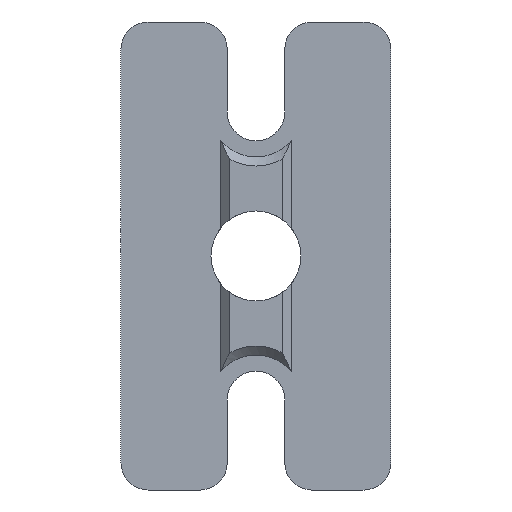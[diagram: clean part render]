
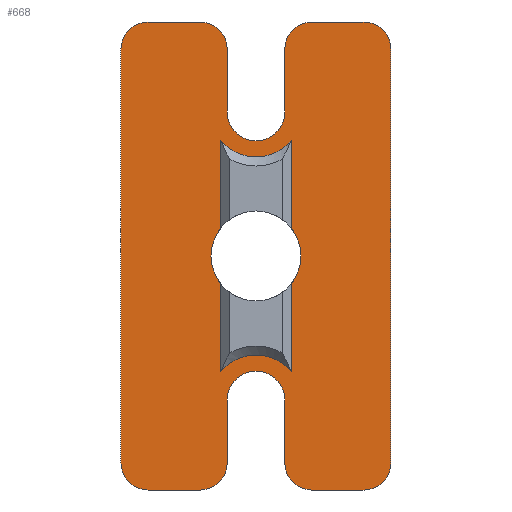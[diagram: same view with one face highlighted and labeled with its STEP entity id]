
A CAD part, front view. The second image highlights one B-rep face of the part: STEP entity #668.
In plain terms, the highlighted planar face has unit normal (0, -1, 0).
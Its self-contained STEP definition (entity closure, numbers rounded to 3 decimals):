
#18=FACE_BOUND('',#232,.T.);
#35=LINE('',#984,#87);
#38=LINE('',#993,#90);
#42=LINE('',#1004,#94);
#44=LINE('',#1013,#96);
#50=LINE('',#1034,#102);
#54=LINE('',#1045,#106);
#58=LINE('',#1071,#110);
#59=LINE('',#1074,#111);
#65=LINE('',#1106,#117);
#69=LINE('',#1114,#121);
#72=LINE('',#1121,#124);
#76=LINE('',#1133,#128);
#83=LINE('',#1154,#135);
#85=LINE('',#1162,#137);
#87=VECTOR('',#770,10.);
#90=VECTOR('',#779,10.);
#94=VECTOR('',#789,10.);
#96=VECTOR('',#799,10.);
#102=VECTOR('',#819,10.);
#106=VECTOR('',#831,10.);
#110=VECTOR('',#851,10.);
#111=VECTOR('',#854,10.);
#117=VECTOR('',#894,10.);
#121=VECTOR('',#900,10.);
#124=VECTOR('',#905,10.);
#128=VECTOR('',#917,10.);
#135=VECTOR('',#938,10.);
#137=VECTOR('',#948,10.);
#157=PLANE('',#759);
#193=FACE_OUTER_BOUND('',#231,.T.);
#231=EDGE_LOOP('',(#600,#601,#602,#603,#604,#605,#606,#607,#608,#609,#610,
#611,#612,#613,#614,#615,#616,#617,#618,#619));
#232=EDGE_LOOP('',(#620,#621,#622,#623,#624,#625,#626,#627,#628));
#233=CIRCLE('',#684,5.);
#236=CIRCLE('',#694,3.);
#239=CIRCLE('',#699,3.);
#241=CIRCLE('',#702,3.2);
#242=CIRCLE('',#705,3.);
#245=CIRCLE('',#710,3.);
#247=CIRCLE('',#713,5.);
#255=CIRCLE('',#730,5.);
#256=CIRCLE('',#731,5.);
#257=CIRCLE('',#732,5.);
#258=CIRCLE('',#737,3.);
#261=CIRCLE('',#742,3.);
#263=CIRCLE('',#745,3.2);
#264=CIRCLE('',#748,3.);
#267=CIRCLE('',#753,3.);
#274=VERTEX_POINT('',#970);
#276=VERTEX_POINT('',#975);
#278=VERTEX_POINT('',#983);
#281=VERTEX_POINT('',#991);
#282=VERTEX_POINT('',#997);
#285=VERTEX_POINT('',#1002);
#286=VERTEX_POINT('',#1006);
#288=VERTEX_POINT('',#1012);
#291=VERTEX_POINT('',#1020);
#293=VERTEX_POINT('',#1026);
#294=VERTEX_POINT('',#1030);
#296=VERTEX_POINT('',#1033);
#298=VERTEX_POINT('',#1039);
#301=VERTEX_POINT('',#1050);
#302=VERTEX_POINT('',#1054);
#305=VERTEX_POINT('',#1061);
#307=VERTEX_POINT('',#1069);
#308=VERTEX_POINT('',#1073);
#316=VERTEX_POINT('',#1100);
#317=VERTEX_POINT('',#1105);
#320=VERTEX_POINT('',#1113);
#321=VERTEX_POINT('',#1117);
#323=VERTEX_POINT('',#1120);
#325=VERTEX_POINT('',#1126);
#327=VERTEX_POINT('',#1132);
#330=VERTEX_POINT('',#1143);
#331=VERTEX_POINT('',#1147);
#334=VERTEX_POINT('',#1152);
#335=VERTEX_POINT('',#1156);
#339=EDGE_CURVE('',#274,#276,#233,.T.);
#342=EDGE_CURVE('',#276,#278,#35,.T.);
#347=EDGE_CURVE('',#281,#274,#38,.T.);
#352=EDGE_CURVE('',#282,#285,#42,.T.);
#353=EDGE_CURVE('',#286,#285,#236,.T.);
#356=EDGE_CURVE('',#288,#286,#44,.T.);
#360=EDGE_CURVE('',#291,#282,#239,.T.);
#364=EDGE_CURVE('',#293,#288,#241,.T.);
#366=EDGE_CURVE('',#294,#296,#50,.T.);
#369=EDGE_CURVE('',#298,#296,#242,.T.);
#372=EDGE_CURVE('',#293,#298,#54,.T.);
#376=EDGE_CURVE('',#301,#294,#245,.T.);
#380=EDGE_CURVE('',#302,#305,#247,.T.);
#383=EDGE_CURVE('',#305,#307,#58,.T.);
#384=EDGE_CURVE('',#308,#302,#59,.T.);
#397=EDGE_CURVE('',#281,#308,#255,.T.);
#398=EDGE_CURVE('',#278,#316,#256,.T.);
#400=EDGE_CURVE('',#316,#307,#257,.T.);
#401=EDGE_CURVE('',#301,#317,#65,.T.);
#405=EDGE_CURVE('',#291,#320,#69,.T.);
#408=EDGE_CURVE('',#321,#323,#72,.T.);
#411=EDGE_CURVE('',#325,#323,#258,.T.);
#414=EDGE_CURVE('',#327,#325,#76,.T.);
#418=EDGE_CURVE('',#320,#321,#261,.T.);
#420=EDGE_CURVE('',#330,#327,#263,.T.);
#425=EDGE_CURVE('',#331,#334,#83,.T.);
#426=EDGE_CURVE('',#335,#334,#264,.T.);
#429=EDGE_CURVE('',#330,#335,#85,.T.);
#432=EDGE_CURVE('',#317,#331,#267,.T.);
#600=ORIENTED_EDGE('',*,*,#405,.F.);
#601=ORIENTED_EDGE('',*,*,#360,.T.);
#602=ORIENTED_EDGE('',*,*,#352,.T.);
#603=ORIENTED_EDGE('',*,*,#353,.F.);
#604=ORIENTED_EDGE('',*,*,#356,.F.);
#605=ORIENTED_EDGE('',*,*,#364,.F.);
#606=ORIENTED_EDGE('',*,*,#372,.T.);
#607=ORIENTED_EDGE('',*,*,#369,.T.);
#608=ORIENTED_EDGE('',*,*,#366,.F.);
#609=ORIENTED_EDGE('',*,*,#376,.F.);
#610=ORIENTED_EDGE('',*,*,#401,.T.);
#611=ORIENTED_EDGE('',*,*,#432,.T.);
#612=ORIENTED_EDGE('',*,*,#425,.T.);
#613=ORIENTED_EDGE('',*,*,#426,.F.);
#614=ORIENTED_EDGE('',*,*,#429,.F.);
#615=ORIENTED_EDGE('',*,*,#420,.T.);
#616=ORIENTED_EDGE('',*,*,#414,.T.);
#617=ORIENTED_EDGE('',*,*,#411,.T.);
#618=ORIENTED_EDGE('',*,*,#408,.F.);
#619=ORIENTED_EDGE('',*,*,#418,.F.);
#620=ORIENTED_EDGE('',*,*,#397,.T.);
#621=ORIENTED_EDGE('',*,*,#384,.T.);
#622=ORIENTED_EDGE('',*,*,#380,.T.);
#623=ORIENTED_EDGE('',*,*,#383,.T.);
#624=ORIENTED_EDGE('',*,*,#400,.F.);
#625=ORIENTED_EDGE('',*,*,#398,.F.);
#626=ORIENTED_EDGE('',*,*,#342,.F.);
#627=ORIENTED_EDGE('',*,*,#339,.F.);
#628=ORIENTED_EDGE('',*,*,#347,.F.);
#668=ADVANCED_FACE('',(#193,#18),#157,.T.);
#684=AXIS2_PLACEMENT_3D('',#976,#764,#765);
#694=AXIS2_PLACEMENT_3D('',#1007,#792,#793);
#699=AXIS2_PLACEMENT_3D('',#1021,#806,#807);
#702=AXIS2_PLACEMENT_3D('',#1028,#814,#815);
#705=AXIS2_PLACEMENT_3D('',#1040,#824,#825);
#710=AXIS2_PLACEMENT_3D('',#1052,#838,#839);
#713=AXIS2_PLACEMENT_3D('',#1065,#844,#845);
#730=AXIS2_PLACEMENT_3D('',#1099,#885,#886);
#731=AXIS2_PLACEMENT_3D('',#1101,#887,#888);
#732=AXIS2_PLACEMENT_3D('',#1103,#890,#891);
#737=AXIS2_PLACEMENT_3D('',#1127,#910,#911);
#742=AXIS2_PLACEMENT_3D('',#1139,#924,#925);
#745=AXIS2_PLACEMENT_3D('',#1144,#930,#931);
#748=AXIS2_PLACEMENT_3D('',#1157,#941,#942);
#753=AXIS2_PLACEMENT_3D('',#1166,#954,#955);
#759=AXIS2_PLACEMENT_3D('',#1173,#966,#967);
#764=DIRECTION('center_axis',(0.,1.,0.));
#765=DIRECTION('ref_axis',(1.,0.,0.));
#770=DIRECTION('',(0.,0.,1.));
#779=DIRECTION('',(0.,0.,-1.));
#789=DIRECTION('',(1.,0.,0.));
#792=DIRECTION('center_axis',(0.,1.,0.));
#793=DIRECTION('ref_axis',(1.,0.,0.));
#799=DIRECTION('',(0.,0.,-1.));
#806=DIRECTION('center_axis',(0.,-1.,0.));
#807=DIRECTION('ref_axis',(-0.707,0.,-0.707));
#814=DIRECTION('center_axis',(0.,-1.,0.));
#815=DIRECTION('ref_axis',(-1.,0.,0.));
#819=DIRECTION('',(-1.,0.,0.));
#824=DIRECTION('center_axis',(0.,-1.,0.));
#825=DIRECTION('ref_axis',(-1.,0.,0.));
#831=DIRECTION('',(0.,0.,-1.));
#838=DIRECTION('center_axis',(0.,1.,0.));
#839=DIRECTION('ref_axis',(0.707,0.,-0.707));
#844=DIRECTION('center_axis',(0.,-1.,0.));
#845=DIRECTION('ref_axis',(1.,0.,0.));
#851=DIRECTION('',(0.,0.,-1.));
#854=DIRECTION('',(0.,0.,1.));
#885=DIRECTION('center_axis',(0.,1.,0.));
#886=DIRECTION('ref_axis',(-1.,0.,0.));
#887=DIRECTION('center_axis',(0.,-1.,0.));
#888=DIRECTION('ref_axis',(-1.,0.,0.));
#890=DIRECTION('center_axis',(0.,-1.,0.));
#891=DIRECTION('ref_axis',(-1.,0.,0.));
#894=DIRECTION('',(0.,0.,1.));
#900=DIRECTION('',(0.,0.,1.));
#905=DIRECTION('',(1.,0.,0.));
#910=DIRECTION('center_axis',(0.,-1.,0.));
#911=DIRECTION('ref_axis',(1.,0.,0.));
#917=DIRECTION('',(0.,0.,1.));
#924=DIRECTION('center_axis',(0.,1.,0.));
#925=DIRECTION('ref_axis',(-0.707,0.,0.707));
#930=DIRECTION('center_axis',(0.,1.,0.));
#931=DIRECTION('ref_axis',(-1.,0.,0.));
#938=DIRECTION('',(-1.,0.,0.));
#941=DIRECTION('center_axis',(0.,1.,0.));
#942=DIRECTION('ref_axis',(-1.,0.,0.));
#948=DIRECTION('',(0.,0.,1.));
#954=DIRECTION('center_axis',(0.,-1.,0.));
#955=DIRECTION('ref_axis',(0.707,0.,0.707));
#966=DIRECTION('center_axis',(0.,-1.,0.));
#967=DIRECTION('ref_axis',(1.,0.,0.));
#970=CARTESIAN_POINT('',(68.1,-8.,3.129));
#975=CARTESIAN_POINT('',(75.9,-8.,3.129));
#976=CARTESIAN_POINT('Origin',(72.,-8.,0.));
#983=CARTESIAN_POINT('',(75.9,-8.,12.871));
#984=CARTESIAN_POINT('',(75.9,-8.,9.032));
#991=CARTESIAN_POINT('',(68.1,-8.,12.871));
#993=CARTESIAN_POINT('',(68.1,-8.,9.032));
#997=CARTESIAN_POINT('',(60.,-8.,-10.));
#1002=CARTESIAN_POINT('',(65.8,-8.,-10.));
#1004=CARTESIAN_POINT('',(57.,-8.,-10.));
#1006=CARTESIAN_POINT('',(68.8,-8.,-7.));
#1007=CARTESIAN_POINT('Origin',(65.8,-8.,-7.));
#1012=CARTESIAN_POINT('',(68.8,-8.,0.));
#1013=CARTESIAN_POINT('',(68.8,-8.,0.));
#1020=CARTESIAN_POINT('',(57.,-8.,-7.));
#1021=CARTESIAN_POINT('Origin',(60.,-8.,-7.));
#1026=CARTESIAN_POINT('',(75.2,-8.,0.));
#1028=CARTESIAN_POINT('Origin',(72.,-8.,0.));
#1030=CARTESIAN_POINT('',(84.,-8.,-10.));
#1033=CARTESIAN_POINT('',(78.2,-8.,-10.));
#1034=CARTESIAN_POINT('',(87.,-8.,-10.));
#1039=CARTESIAN_POINT('',(75.2,-8.,-7.));
#1040=CARTESIAN_POINT('Origin',(78.2,-8.,-7.));
#1045=CARTESIAN_POINT('',(75.2,-8.,0.));
#1050=CARTESIAN_POINT('',(87.,-8.,-7.));
#1052=CARTESIAN_POINT('Origin',(84.,-8.,-7.));
#1054=CARTESIAN_POINT('',(68.1,-8.,28.871));
#1061=CARTESIAN_POINT('',(75.9,-8.,28.871));
#1065=CARTESIAN_POINT('Origin',(72.,-8.,32.));
#1069=CARTESIAN_POINT('',(75.9,-8.,19.129));
#1071=CARTESIAN_POINT('',(75.9,-8.,22.968));
#1073=CARTESIAN_POINT('',(68.1,-8.,19.129));
#1074=CARTESIAN_POINT('',(68.1,-8.,22.968));
#1099=CARTESIAN_POINT('Origin',(72.,-8.,16.));
#1100=CARTESIAN_POINT('',(77.,-8.,16.));
#1101=CARTESIAN_POINT('Origin',(72.,-8.,16.));
#1103=CARTESIAN_POINT('Origin',(72.,-8.,16.));
#1105=CARTESIAN_POINT('',(87.,-8.,39.));
#1106=CARTESIAN_POINT('',(87.,-8.,-5.));
#1113=CARTESIAN_POINT('',(57.,-8.,39.));
#1114=CARTESIAN_POINT('',(57.,-8.,-8.));
#1117=CARTESIAN_POINT('',(60.,-8.,42.));
#1120=CARTESIAN_POINT('',(65.8,-8.,42.));
#1121=CARTESIAN_POINT('',(57.,-8.,42.));
#1126=CARTESIAN_POINT('',(68.8,-8.,39.));
#1127=CARTESIAN_POINT('Origin',(65.8,-8.,39.));
#1132=CARTESIAN_POINT('',(68.8,-8.,32.));
#1133=CARTESIAN_POINT('',(68.8,-8.,32.));
#1139=CARTESIAN_POINT('Origin',(60.,-8.,39.));
#1143=CARTESIAN_POINT('',(75.2,-8.,32.));
#1144=CARTESIAN_POINT('Origin',(72.,-8.,32.));
#1147=CARTESIAN_POINT('',(84.,-8.,42.));
#1152=CARTESIAN_POINT('',(78.2,-8.,42.));
#1154=CARTESIAN_POINT('',(87.,-8.,42.));
#1156=CARTESIAN_POINT('',(75.2,-8.,39.));
#1157=CARTESIAN_POINT('Origin',(78.2,-8.,39.));
#1162=CARTESIAN_POINT('',(75.2,-8.,32.));
#1166=CARTESIAN_POINT('Origin',(84.,-8.,39.));
#1173=CARTESIAN_POINT('Origin',(72.,-8.,20.));
